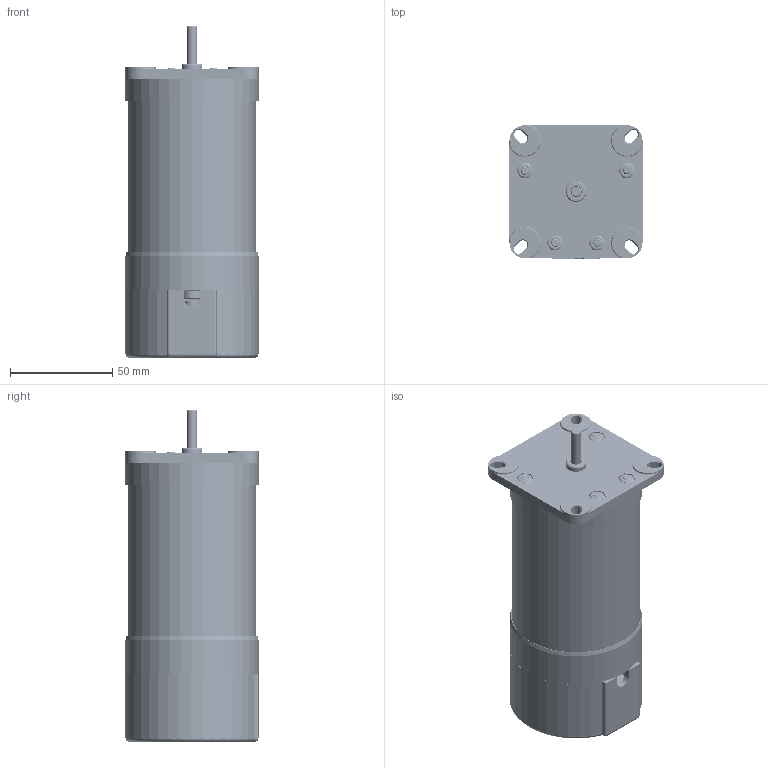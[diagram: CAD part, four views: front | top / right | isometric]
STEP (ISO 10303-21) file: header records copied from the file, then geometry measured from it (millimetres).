
FILE_DESCRIPTION((''),'2;1');
FILE_NAME('500-ASM84-KK.stp','2016-07-14T12:02:40',('Zeichen-PC'),(''),'Autodesk Inventor 2010','Autodesk Inventor 2010','');
FILE_SCHEMA(('AUTOMOTIVE_DESIGN { 1 0 10303 214 1 1 1 1 }'));
Length unit declared in the file: millimetre
Products named in the file (9): 500-ASM84-KK; Motorflansch-A-Metall; MotorflanschB2; 5010-Welle5mm; DIN EN 24035 M4; Statorpaket_ZG-500210-Rev1_2-80; Statorblech_ZG-500210_65; 5008-KKS-Kunststoff; SchraubeDIN7045 - M4 x105
Assembly tree (135 placements, depth 3):
  500-ASM84-KK
    Motorflansch-A-Metall
    MotorflanschB2
    5010-Welle5mm
    DIN EN 24035 M4  x4
    Statorpaket_ZG-500210-Rev1_2-80
      Statorblech_ZG-500210_65  x122
    5008-KKS-Kunststoff
    SchraubeDIN7045 - M4 x105  x4
Bounding box: 65 x 65 x 162.2 mm (x, y, z)
Volume: 169937.7 mm3; surface area: 397312.4 mm2
Topology: 134 solids, 134 shells, 17343 faces, 45194 edges, 30098 vertices
Faces by surface type: cylinder 10920, plane 6275, cone 83, bspline 37, torus 24, sphere 4
Full cylindrical faces by diameter (mm): 1.6 x1952, 3.621 x4, 4 x4, 4.1 x976, 4.4 x4, 5 x2, 5.5 x1, 6 x1, 8 x2, 8.5 x2, 10 x2, 12 x1, 15 x4, 15.5 x1, 16 x1, 59 x2, 61 x2, 63 x124, 65 x2
Entity records: 13602 total; most frequent: CARTESIAN_POINT 3268, DIRECTION 2176, ORIENTED_EDGE 1684, AXIS2_PLACEMENT_3D 895, EDGE_CURVE 842, VERTEX_POINT 604, EDGE_LOOP 594, FACE_OUTER_BOUND 395
